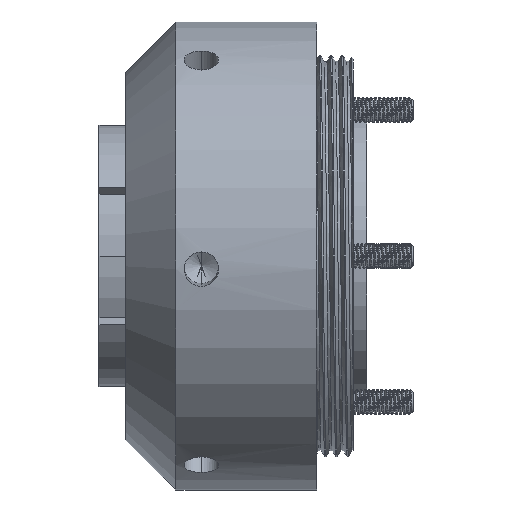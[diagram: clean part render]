
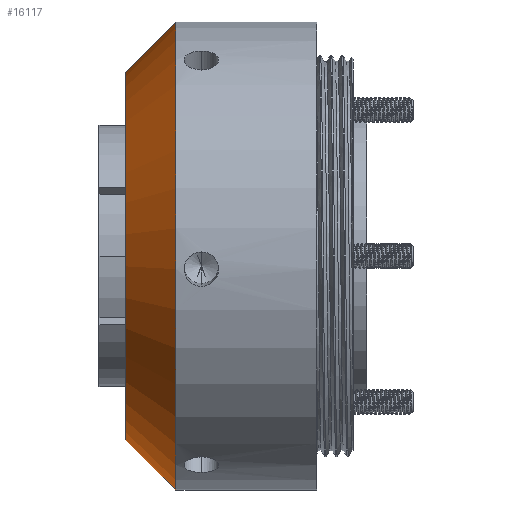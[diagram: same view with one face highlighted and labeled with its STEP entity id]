
A CAD part, left-side view. The second image highlights one B-rep face of the part: STEP entity #16117.
In plain terms, the highlighted conical face has half-angle 45 degrees and reference radius 44.45 mm.
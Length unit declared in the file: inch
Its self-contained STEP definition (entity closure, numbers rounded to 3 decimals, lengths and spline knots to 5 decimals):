
#412 = VERTEX_POINT ( 'NONE', #11569 ) ;
#636 = CARTESIAN_POINT ( 'NONE',  ( 0., 1.05, 0. ) ) ;
#1313 = DIRECTION ( 'NONE',  ( 0., -1., 0. ) ) ;
#1932 = CIRCLE ( 'NONE', #11242, 1.375 ) ;
#2043 = DIRECTION ( 'NONE',  ( 0., 0., 1. ) ) ;
#3160 = DIRECTION ( 'NONE',  ( 0., 1., 0. ) ) ;
#3565 = EDGE_CURVE ( 'NONE', #3694, #16735, #6981, .T. ) ;
#3677 = EDGE_CURVE ( 'NONE', #412, #3694, #1932, .T. ) ;
#3694 = VERTEX_POINT ( 'NONE', #12928 ) ;
#3827 = ORIENTED_EDGE ( 'NONE', *, *, #9736, .T. ) ;
#4085 = AXIS2_PLACEMENT_3D ( 'NONE', #9794, #1313, #13837 ) ;
#5616 = CARTESIAN_POINT ( 'NONE',  ( 0., 1.05, -1.75 ) ) ;
#5748 = VECTOR ( 'NONE', #9601, 39.37008 ) ;
#6387 = CONICAL_SURFACE ( 'NONE', #4085, 1.75, 0.785 ) ;
#6705 = CARTESIAN_POINT ( 'NONE',  ( 0., 1.05, -1.75 ) ) ;
#6981 = LINE ( 'NONE', #16946, #14065 ) ;
#7141 = DIRECTION ( 'NONE',  ( 0., -0.707, 0.707 ) ) ;
#7772 = CIRCLE ( 'NONE', #11875, 1.75 ) ;
#8283 = EDGE_LOOP ( 'NONE', ( #13554, #10927, #12689, #3827 ) ) ;
#9558 = LINE ( 'NONE', #6705, #5748 ) ;
#9601 = DIRECTION ( 'NONE',  ( 0., -0.707, -0.707 ) ) ;
#9736 = EDGE_CURVE ( 'NONE', #13764, #16735, #7772, .T. ) ;
#9794 = CARTESIAN_POINT ( 'NONE',  ( 0., 1.05, 0. ) ) ;
#10514 = DIRECTION ( 'NONE',  ( 0., 1., 0. ) ) ;
#10648 = FACE_OUTER_BOUND ( 'NONE', #8283, .T. ) ;
#10927 = ORIENTED_EDGE ( 'NONE', *, *, #3677, .F. ) ;
#11242 = AXIS2_PLACEMENT_3D ( 'NONE', #11648, #3160, #13050 ) ;
#11569 = CARTESIAN_POINT ( 'NONE',  ( 0., 1.425, -1.375 ) ) ;
#11648 = CARTESIAN_POINT ( 'NONE',  ( 0., 1.425, 0. ) ) ;
#11875 = AXIS2_PLACEMENT_3D ( 'NONE', #636, #10514, #2043 ) ;
#12689 = ORIENTED_EDGE ( 'NONE', *, *, #14588, .T. ) ;
#12928 = CARTESIAN_POINT ( 'NONE',  ( 0., 1.425, 1.375 ) ) ;
#13050 = DIRECTION ( 'NONE',  ( 0., 0., 1. ) ) ;
#13554 = ORIENTED_EDGE ( 'NONE', *, *, #3565, .F. ) ;
#13764 = VERTEX_POINT ( 'NONE', #5616 ) ;
#13837 = DIRECTION ( 'NONE',  ( 0., 0., -1. ) ) ;
#14065 = VECTOR ( 'NONE', #7141, 39.37008 ) ;
#14588 = EDGE_CURVE ( 'NONE', #412, #13764, #9558, .T. ) ;
#16117 = ADVANCED_FACE ( 'NONE', ( #10648 ), #6387, .T. ) ;
#16735 = VERTEX_POINT ( 'NONE', #17104 ) ;
#16946 = CARTESIAN_POINT ( 'NONE',  ( 0., 1.05, 1.75 ) ) ;
#17104 = CARTESIAN_POINT ( 'NONE',  ( 0., 1.05, 1.75 ) ) ;
